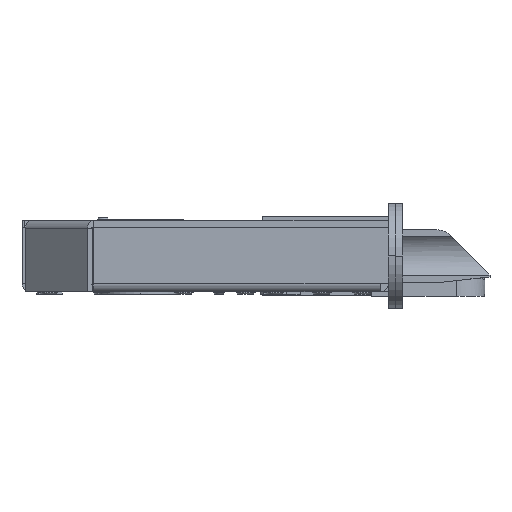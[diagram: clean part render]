
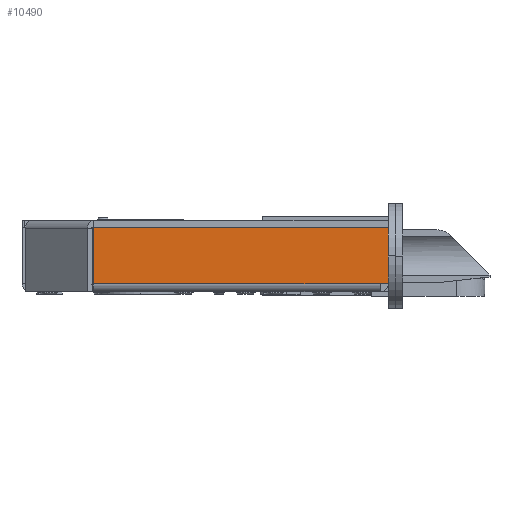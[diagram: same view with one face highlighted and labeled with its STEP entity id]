
A CAD part, left-side view. The second image highlights one B-rep face of the part: STEP entity #10490.
In plain terms, the highlighted planar face has unit normal (-1, 0, 0).
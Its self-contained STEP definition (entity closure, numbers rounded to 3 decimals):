
#120 = VECTOR ( 'NONE', #13608, 1000. ) ;
#1168 = CARTESIAN_POINT ( 'NONE',  ( -1.7, 60.3, 0.2 ) ) ;
#2789 = LINE ( 'NONE', #18396, #19815 ) ;
#2794 = VECTOR ( 'NONE', #7456, 1000. ) ;
#3200 = VERTEX_POINT ( 'NONE', #10292 ) ;
#3829 = LINE ( 'NONE', #19454, #2794 ) ;
#3948 = CARTESIAN_POINT ( 'NONE',  ( -1.7, 60.3, 12. ) ) ;
#4918 = ORIENTED_EDGE ( 'NONE', *, *, #25872, .F. ) ;
#6369 = DIRECTION ( 'NONE',  ( 0., 1., 0. ) ) ;
#7053 = VECTOR ( 'NONE', #25895, 1000. ) ;
#7456 = DIRECTION ( 'NONE',  ( 0., 1., 0. ) ) ;
#7830 = VERTEX_POINT ( 'NONE', #10394 ) ;
#7976 = VERTEX_POINT ( 'NONE', #3948 ) ;
#8168 = VERTEX_POINT ( 'NONE', #1168 ) ;
#8461 = EDGE_CURVE ( 'NONE', #7830, #3200, #22316, .T. ) ;
#10292 = CARTESIAN_POINT ( 'NONE',  ( -1.7, -1.7, 0.2 ) ) ;
#10322 = CARTESIAN_POINT ( 'NONE',  ( -1.7, 0., 0.2 ) ) ;
#10394 = CARTESIAN_POINT ( 'NONE',  ( -1.7, 0., 0.2 ) ) ;
#10490 = ADVANCED_FACE ( 'NONE', ( #19899 ), #11796, .F. ) ;
#11796 = PLANE ( 'NONE',  #15132 ) ;
#13012 = ORIENTED_EDGE ( 'NONE', *, *, #22261, .T. ) ;
#13573 = LINE ( 'NONE', #13586, #120 ) ;
#13586 = CARTESIAN_POINT ( 'NONE',  ( -1.7, 60.3, 12. ) ) ;
#13608 = DIRECTION ( 'NONE',  ( 0., 0., -1. ) ) ;
#13655 = ORIENTED_EDGE ( 'NONE', *, *, #8461, .T. ) ;
#14424 = DIRECTION ( 'NONE',  ( 1., 0., 0. ) ) ;
#14450 = CARTESIAN_POINT ( 'NONE',  ( -1.7, 60.3, 12. ) ) ;
#14699 = EDGE_CURVE ( 'NONE', #7976, #8168, #13573, .T. ) ;
#15132 = AXIS2_PLACEMENT_3D ( 'NONE', #14450, #14424, #20114 ) ;
#18396 = CARTESIAN_POINT ( 'NONE',  ( -1.7, 60.3, 12. ) ) ;
#18492 = LINE ( 'NONE', #18566, #18650 ) ;
#18566 = CARTESIAN_POINT ( 'NONE',  ( -1.7, -1.7, 0.2 ) ) ;
#18594 = DIRECTION ( 'NONE',  ( 0., 0., 1. ) ) ;
#18650 = VECTOR ( 'NONE', #18594, 1000. ) ;
#19454 = CARTESIAN_POINT ( 'NONE',  ( -1.7, 60.3, 0.2 ) ) ;
#19815 = VECTOR ( 'NONE', #6369, 1000. ) ;
#19899 = FACE_OUTER_BOUND ( 'NONE', #26604, .T. ) ;
#20114 = DIRECTION ( 'NONE',  ( 0., 0., -1. ) ) ;
#20348 = ORIENTED_EDGE ( 'NONE', *, *, #14699, .T. ) ;
#21827 = CARTESIAN_POINT ( 'NONE',  ( -1.7, -1.7, 12. ) ) ;
#22019 = VERTEX_POINT ( 'NONE', #21827 ) ;
#22261 = EDGE_CURVE ( 'NONE', #3200, #22019, #18492, .T. ) ;
#22316 = LINE ( 'NONE', #10322, #7053 ) ;
#23503 = ORIENTED_EDGE ( 'NONE', *, *, #25084, .T. ) ;
#25084 = EDGE_CURVE ( 'NONE', #22019, #7976, #2789, .T. ) ;
#25872 = EDGE_CURVE ( 'NONE', #7830, #8168, #3829, .T. ) ;
#25895 = DIRECTION ( 'NONE',  ( 0., -1., 0. ) ) ;
#26604 = EDGE_LOOP ( 'NONE', ( #4918, #13655, #13012, #23503, #20348 ) ) ;
